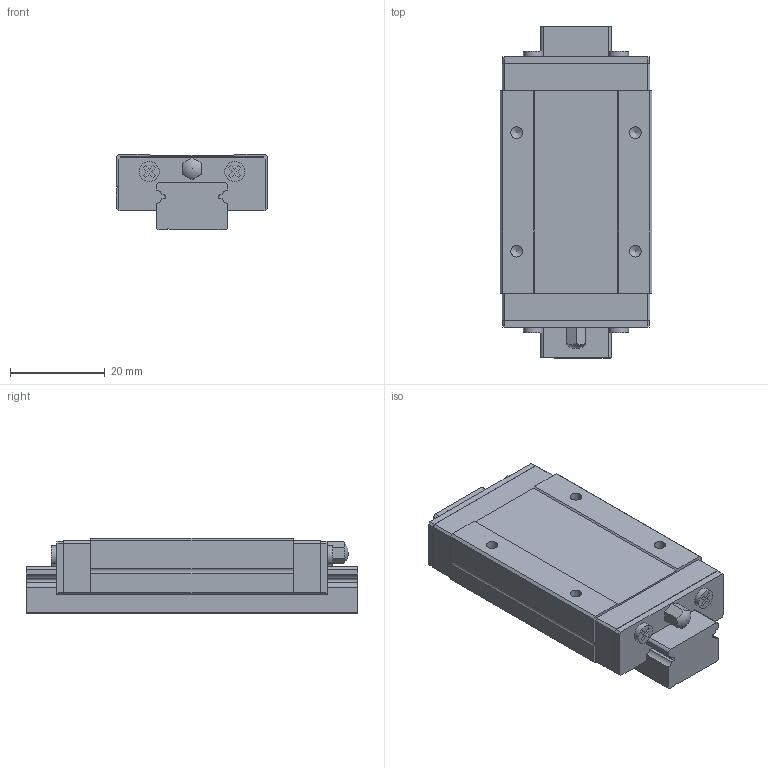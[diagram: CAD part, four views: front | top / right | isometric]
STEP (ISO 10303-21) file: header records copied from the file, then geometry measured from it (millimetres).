
FILE_DESCRIPTION(/* description */ ('Unknown'),/* implementation_level */ '2;1');
FILE_NAME(/* name */ 'M15LUU1-70L15_15',/* time_stamp */ '2024-04-01T15:16:17+09:00',/* author */ ('Unknown'),/* organization */ ('Unknown'),/* preprocessor_version */ 'ST-DEVELOPER v18.102',/* originating_system */ 'Solid Edge',/* authorisation */ 'Unknown');
FILE_SCHEMA (('AUTOMOTIVE_DESIGN {1 0 10303 214 3 1 1}'));
Length unit declared in the file: millimetre
Products named in the file (4): thisAsm; M15_RAIL; M15L_BLOCK; A-M3
Assembly tree (3 placements, depth 2):
  thisAsm
    M15_RAIL
    M15L_BLOCK
    A-M3
Bounding box: 32 x 70 x 16 mm (x, y, z)
Volume: 26065.5 mm3; surface area: 11189.4 mm2
Topology: 3 solids, 3 shells, 183 faces, 502 edges, 335 vertices
Faces by surface type: plane 140, cylinder 35, cone 7, sphere 1
Full cylindrical faces by diameter (mm): 2.459 x6, 3 x1, 3.5 x2, 4.2 x4, 6.5 x2
Entity records: 6624 total; most frequent: CARTESIAN_POINT 975, ORIENTED_EDGE 926, DIRECTION 914, EDGE_CURVE 463, LINE 386, VECTOR 386, VERTEX_POINT 325, AXIS2_PLACEMENT_3D 264
